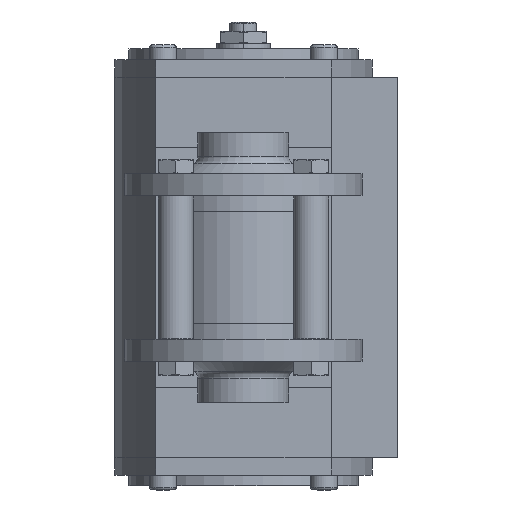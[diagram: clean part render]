
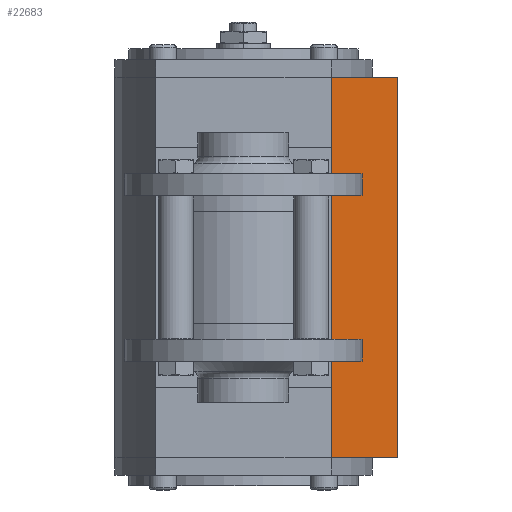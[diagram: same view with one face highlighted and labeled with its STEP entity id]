
A CAD part, front view. The second image highlights one B-rep face of the part: STEP entity #22683.
In plain terms, the highlighted planar face has unit normal (0, -1, 0).
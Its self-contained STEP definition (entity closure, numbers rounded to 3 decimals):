
#20683=DIRECTION('',(0.,0.,-1.));
#20684=VECTOR('',#20683,24.5);
#20685=CARTESIAN_POINT('',(-70.5,0.,57.));
#20686=LINE('',#20685,#20684);
#20721=DIRECTION('',(1.,0.,0.));
#20722=VECTOR('',#20721,141.);
#20723=CARTESIAN_POINT('',(-70.5,0.,57.));
#20724=LINE('',#20723,#20722);
#20814=DIRECTION('',(0.,0.,-1.));
#20815=VECTOR('',#20814,24.5);
#20816=CARTESIAN_POINT('',(70.5,0.,57.));
#20817=LINE('',#20816,#20815);
#20975=DIRECTION('',(1.,0.,0.));
#20976=VECTOR('',#20975,141.);
#20977=CARTESIAN_POINT('',(-70.5,0.,32.5));
#20978=LINE('',#20977,#20976);
#22101=CARTESIAN_POINT('',(-70.5,0.,57.));
#22103=VERTEX_POINT('',#22101);
#22109=CARTESIAN_POINT('',(70.5,0.,57.));
#22111=VERTEX_POINT('',#22109);
#22398=CARTESIAN_POINT('',(-70.5,0.,32.5));
#22399=CARTESIAN_POINT('',(70.5,0.,32.5));
#22400=VERTEX_POINT('',#22398);
#22401=VERTEX_POINT('',#22399);
#22669=CARTESIAN_POINT('',(-70.5,0.,57.));
#22670=DIRECTION('',(0.,-1.,0.));
#22671=DIRECTION('',(0.,0.,-1.));
#22672=AXIS2_PLACEMENT_3D('',#22669,#22670,#22671);
#22673=PLANE('',#22672);
#22674=ORIENTED_EDGE('',*,*,#22649,.F.);
#22676=ORIENTED_EDGE('',*,*,#22675,.T.);
#22678=ORIENTED_EDGE('',*,*,#22677,.T.);
#22680=ORIENTED_EDGE('',*,*,#22679,.F.);
#22681=EDGE_LOOP('',(#22674,#22676,#22678,#22680));
#22682=FACE_OUTER_BOUND('',#22681,.F.);
#22683=ADVANCED_FACE('',(#22682),#22673,.T.);
#22649=EDGE_CURVE('',#22103,#22400,#20686,.T.);
#22675=EDGE_CURVE('',#22103,#22111,#20724,.T.);
#22677=EDGE_CURVE('',#22111,#22401,#20817,.T.);
#22679=EDGE_CURVE('',#22400,#22401,#20978,.T.);
